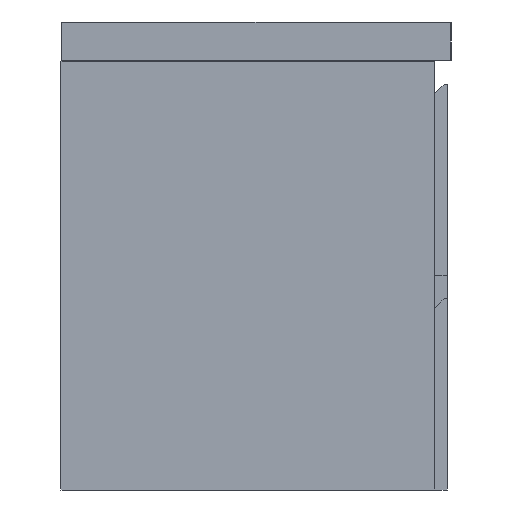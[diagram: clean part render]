
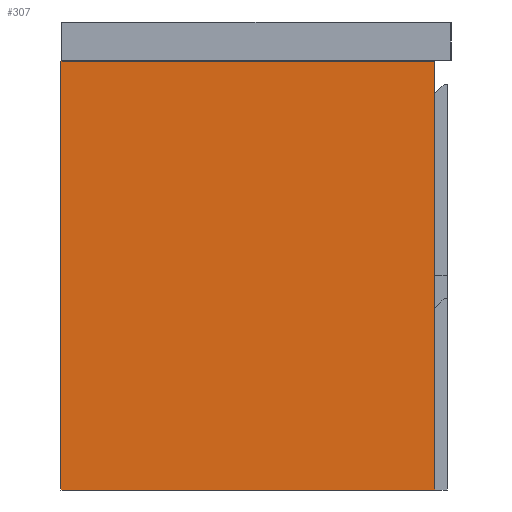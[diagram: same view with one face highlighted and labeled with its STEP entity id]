
A CAD part, left-side view. The second image highlights one B-rep face of the part: STEP entity #307.
In plain terms, the highlighted planar face has unit normal (-1, 0, 0).
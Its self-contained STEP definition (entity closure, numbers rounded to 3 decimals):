
#307=ADVANCED_FACE('',(#406),#1553,.T.);
#406=FACE_OUTER_BOUND('',#505,.T.);
#505=EDGE_LOOP('',(#702,#703,#704,#705));
#702=ORIENTED_EDGE('',*,*,#1054,.F.);
#703=ORIENTED_EDGE('',*,*,#1041,.T.);
#704=ORIENTED_EDGE('',*,*,#1052,.T.);
#705=ORIENTED_EDGE('',*,*,#1053,.F.);
#1041=EDGE_CURVE('',#1427,#1426,#1246,.T.);
#1052=EDGE_CURVE('',#1426,#1434,#1257,.T.);
#1053=EDGE_CURVE('',#1435,#1434,#1258,.T.);
#1054=EDGE_CURVE('',#1427,#1435,#1259,.T.);
#1246=B_SPLINE_CURVE_WITH_KNOTS('',1,(#2459,#2460),.UNSPECIFIED.,.F.,.F.,
(2,2),(-550.,0.),.UNSPECIFIED.);
#1257=B_SPLINE_CURVE_WITH_KNOTS('',1,(#2481,#2482),.UNSPECIFIED.,.F.,.F.,
(2,2),(-479.,0.),.UNSPECIFIED.);
#1258=B_SPLINE_CURVE_WITH_KNOTS('',1,(#2483,#2484),.UNSPECIFIED.,.F.,.F.,
(2,2),(-550.,0.),.UNSPECIFIED.);
#1259=B_SPLINE_CURVE_WITH_KNOTS('',1,(#2485,#2486),.UNSPECIFIED.,.F.,.F.,
(2,2),(-479.,0.),.UNSPECIFIED.);
#1426=VERTEX_POINT('',#2439);
#1427=VERTEX_POINT('',#2440);
#1434=VERTEX_POINT('',#2447);
#1435=VERTEX_POINT('',#2448);
#1553=PLANE('',#1773);
#1773=AXIS2_PLACEMENT_3D('',#2428,#1887,$);
#1887=DIRECTION('',(-1.,0.,0.));
#2428=CARTESIAN_POINT('',(-744.,-330.,526.9));
#2439=CARTESIAN_POINT('',(-744.,275.,479.));
#2440=CARTESIAN_POINT('',(-744.,-275.,479.));
#2447=CARTESIAN_POINT('',(-744.,275.,0.));
#2448=CARTESIAN_POINT('',(-744.,-275.,0.));
#2459=CARTESIAN_POINT('',(-744.,-275.,479.));
#2460=CARTESIAN_POINT('',(-744.,275.,479.));
#2481=CARTESIAN_POINT('',(-744.,275.,479.));
#2482=CARTESIAN_POINT('',(-744.,275.,0.));
#2483=CARTESIAN_POINT('',(-744.,-275.,0.));
#2484=CARTESIAN_POINT('',(-744.,275.,0.));
#2485=CARTESIAN_POINT('',(-744.,-275.,479.));
#2486=CARTESIAN_POINT('',(-744.,-275.,0.));
